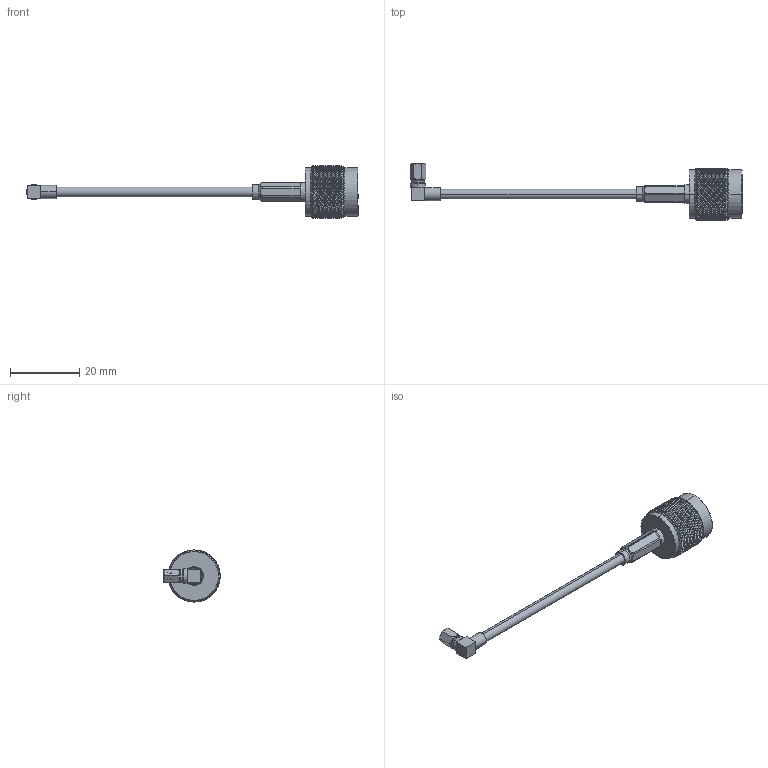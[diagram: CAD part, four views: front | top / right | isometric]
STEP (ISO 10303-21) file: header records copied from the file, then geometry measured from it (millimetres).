
FILE_DESCRIPTION (( 'STEP AP214' ), '1' );
FILE_NAME ('PE3C4435.step', '2020-04-20T16:47:58', ( '' ), ( '' ), 'SwSTEP 2.0', 'SolidWorks 2018', '' );
FILE_SCHEMA (( 'AUTOMOTIVE_DESIGN' ));
Length unit declared in the file: millimetre
Products named in the file (4): PE45382/FMCN1267(Ticket #1329)___; PE4302; LMR-100A___; PE3C4435
Assembly tree (3 placements, depth 2):
  PE3C4435
    LMR-100A___
    PE45382/FMCN1267(Ticket #1329)___
    PE4302
Bounding box: 95.62 x 16.21 x 14.99 mm (x, y, z)
Volume: 2591.5 mm3; surface area: 3503.9 mm2
Topology: 3 solids, 3 shells, 2876 faces, 6095 edges, 3240 vertices
Faces by surface type: bspline 2175, cylinder 573, plane 87, cone 37, torus 4
Entity records: 114317 total; most frequent: CARTESIAN_POINT 76690, ORIENTED_EDGE 12190, EDGE_CURVE 6095, VERTEX_POINT 3240, EDGE_LOOP 2893, ADVANCED_FACE 2876, FACE_OUTER_BOUND 2876, B_SPLINE_CURVE_WITH_KNOTS 2474
